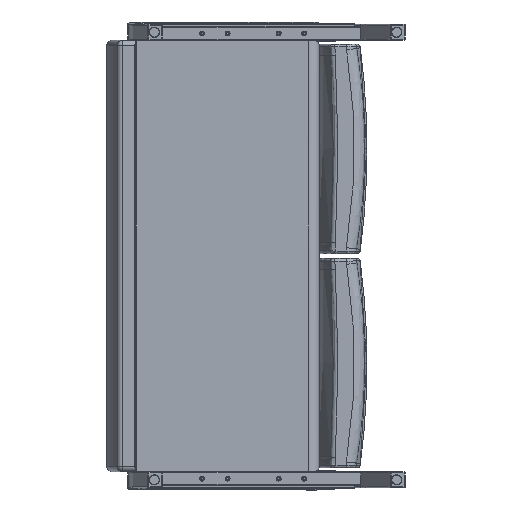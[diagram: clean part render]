
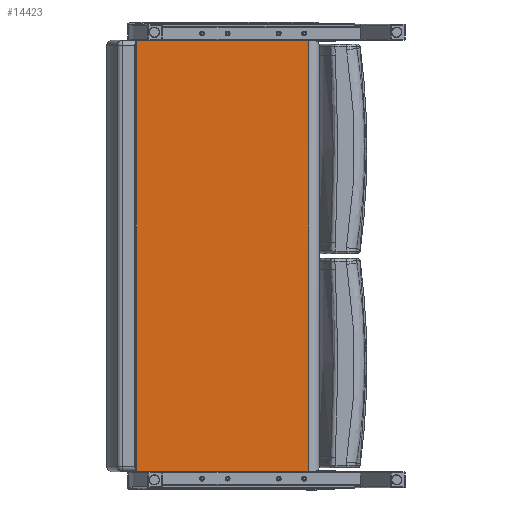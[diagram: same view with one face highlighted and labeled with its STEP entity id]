
A CAD part, front view. The second image highlights one B-rep face of the part: STEP entity #14423.
In plain terms, the highlighted planar face has unit normal (0, -1, 0).
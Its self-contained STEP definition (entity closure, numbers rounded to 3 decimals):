
#1356=PLANE('',#16206);
#2077=LINE('',#50523,#2856);
#2093=LINE('',#50657,#2872);
#2099=LINE('',#50744,#2878);
#2100=LINE('',#50746,#2879);
#2856=VECTOR('',#20137,0.394);
#2872=VECTOR('',#20213,0.394);
#2878=VECTOR('',#20275,0.394);
#2879=VECTOR('',#20278,0.394);
#4027=FACE_OUTER_BOUND('',#5127,.T.);
#5127=EDGE_LOOP('',(#12676,#12677,#12678,#12679));
#7074=VERTEX_POINT('',#50511);
#7075=VERTEX_POINT('',#50522);
#7099=VERTEX_POINT('',#50645);
#7100=VERTEX_POINT('',#50656);
#8919=EDGE_CURVE('',#7074,#7075,#2077,.T.);
#8958=EDGE_CURVE('',#7099,#7100,#2093,.T.);
#8983=EDGE_CURVE('',#7099,#7075,#2099,.T.);
#8984=EDGE_CURVE('',#7100,#7074,#2100,.T.);
#12676=ORIENTED_EDGE('',*,*,#8919,.F.);
#12677=ORIENTED_EDGE('',*,*,#8984,.F.);
#12678=ORIENTED_EDGE('',*,*,#8958,.F.);
#12679=ORIENTED_EDGE('',*,*,#8983,.T.);
#14423=ADVANCED_FACE('',(#4027),#1356,.T.);
#16206=AXIS2_PLACEMENT_3D('',#50745,#20276,#20277);
#20137=DIRECTION('',(1.,0.,0.));
#20213=DIRECTION('',(-1.,0.,0.));
#20275=DIRECTION('',(0.,0.,1.));
#20276=DIRECTION('center_axis',(0.,-1.,0.));
#20277=DIRECTION('ref_axis',(1.,0.,0.));
#20278=DIRECTION('',(0.,0.,1.));
#50511=CARTESIAN_POINT('',(-12.083,0.797,42.216));
#50522=CARTESIAN_POINT('',(4.791,0.797,42.216));
#50523=CARTESIAN_POINT('',(-9.146,0.797,42.216));
#50645=CARTESIAN_POINT('',(4.791,0.797,0.034));
#50656=CARTESIAN_POINT('',(-12.083,0.797,0.034));
#50657=CARTESIAN_POINT('',(-9.146,0.797,0.034));
#50744=CARTESIAN_POINT('',(4.791,0.797,0.));
#50745=CARTESIAN_POINT('Origin',(-12.083,0.797,0.));
#50746=CARTESIAN_POINT('',(-12.083,0.797,0.));
